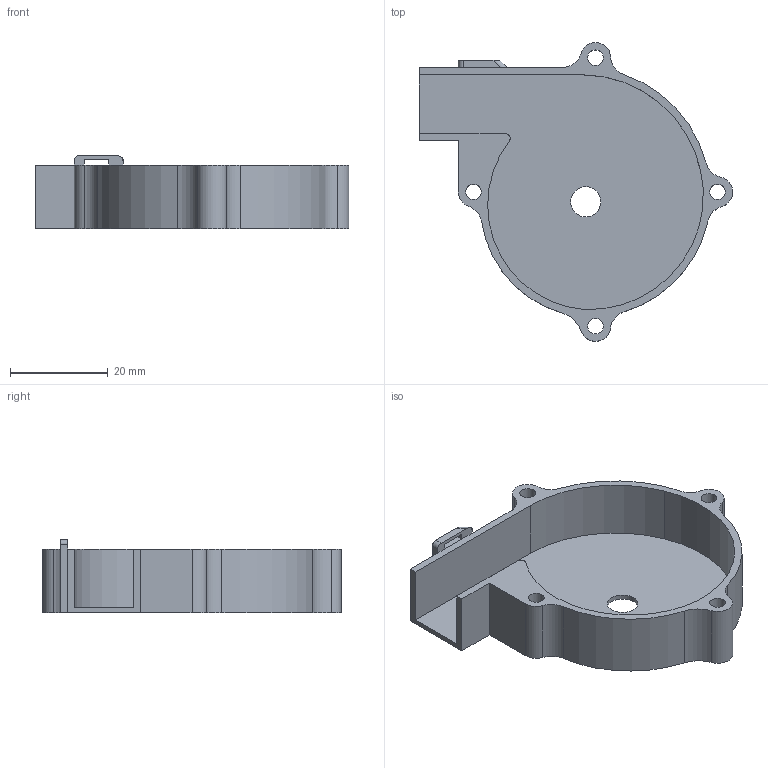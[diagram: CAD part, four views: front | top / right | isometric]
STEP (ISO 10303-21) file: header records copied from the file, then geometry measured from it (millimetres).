
FILE_DESCRIPTION(('FreeCAD Model'),'2;1');
FILE_NAME('Open CASCADE Shape Model','2023-10-24T16:01:16',(''),(''), 'Open CASCADE STEP processor 7.6','FreeCAD','Unknown');
FILE_SCHEMA(('AUTOMOTIVE_DESIGN { 1 0 10303 214 1 1 1 1 }'));
Length unit declared in the file: millimetre
Products named in the file (1): Housing
Bounding box: 64.2 x 61.19 x 15 mm (x, y, z)
Volume: 7358.2 mm3; surface area: 9851.3 mm2
Topology: 1 solids, 1 shells, 45 faces, 126 edges, 82 vertices
Faces by surface type: cylinder 25, plane 20
Full cylindrical faces by diameter (mm): 3.2 x4, 6.2 x1
Entity records: 1508 total; most frequent: DIRECTION 268, CARTESIAN_POINT 254, ORIENTED_EDGE 252, EDGE_CURVE 126, AXIS2_PLACEMENT_3D 96, VERTEX_POINT 82, LINE 76, VECTOR 76
